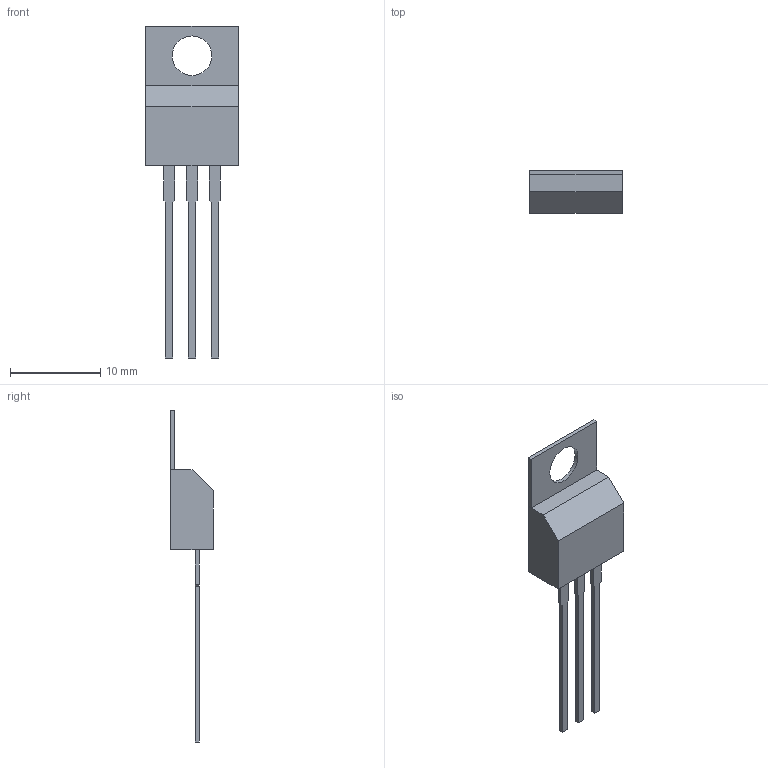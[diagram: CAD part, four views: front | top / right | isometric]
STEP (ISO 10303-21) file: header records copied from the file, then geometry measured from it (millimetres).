
FILE_DESCRIPTION(('FreeCAD Model'),'2;1');
FILE_NAME('19610958.1.1.stp','2024-05-16T12:24:11',( 'Author'),(''),'Open CASCADE STEP processor 6.9','FreeCAD','Unknown' );
FILE_SCHEMA(('AUTOMOTIVE_DESIGN { 1 0 10303 214 1 1 1 1 }'));
Length unit declared in the file: millimetre
Products named in the file (4): ASSEMBLY; Tab; Body; PinsArray
Assembly tree (3 placements, depth 2):
  ASSEMBLY
    Tab
    Body
    PinsArray
Bounding box: 10.29 x 4.7 x 36.82 mm (x, y, z)
Volume: 451.2 mm3; surface area: 645.7 mm2
Topology: 5 solids, 5 shells, 44 faces, 102 edges, 68 vertices
Faces by surface type: plane 43, cylinder 1
Full cylindrical faces by diameter (mm): 4.4 x1
Entity records: 2670 total; most frequent: CARTESIAN_POINT 434, DIRECTION 402, LINE 302, VECTOR 302, ORIENTED_EDGE 204, PCURVE 204, DEFINITIONAL_REPRESENTATION 204, EDGE_CURVE 102
